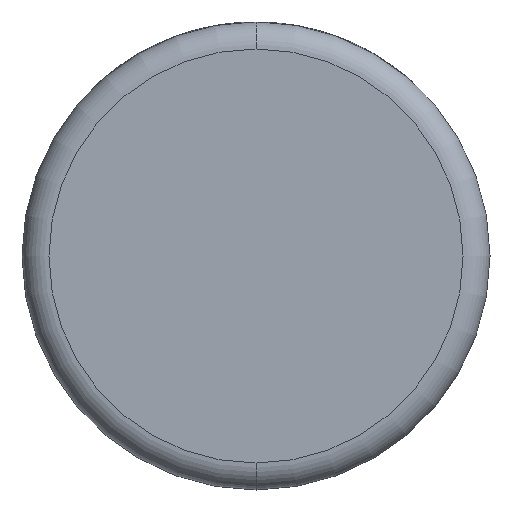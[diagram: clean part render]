
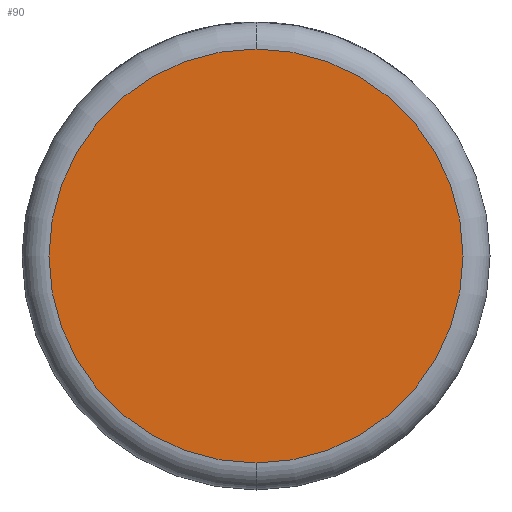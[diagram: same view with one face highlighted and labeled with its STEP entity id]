
A CAD part, front view. The second image highlights one B-rep face of the part: STEP entity #90.
In plain terms, the highlighted planar face has unit normal (0, -1, 0).
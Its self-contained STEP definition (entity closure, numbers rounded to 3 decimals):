
#90=ADVANCED_FACE('',(#210),#211,.F.);
#210=FACE_OUTER_BOUND('',#416,.T.);
#211=PLANE('',#417);
#416=EDGE_LOOP('',(#970,#971));
#417=AXIS2_PLACEMENT_3D('',#972,#973,#974);
#970=ORIENTED_EDGE('',*,*,#1660,.T.);
#971=ORIENTED_EDGE('',*,*,#1617,.T.);
#972=CARTESIAN_POINT('',(0.0,0.0,0.0));
#973=DIRECTION('',(-0.0,1.0,0.0));
#974=DIRECTION('',(1.0,0.0,0.0));
#1617=EDGE_CURVE('',#1943,#1944,#1945,.T.);
#1660=EDGE_CURVE('',#1944,#1943,#2019,.T.);
#1943=VERTEX_POINT('',#2463);
#1944=VERTEX_POINT('',#2464);
#1945=CIRCLE('',#2465,11.502);
#2019=CIRCLE('',#2569,11.502);
#2463=CARTESIAN_POINT('',(0.,0.0,-11.502));
#2464=CARTESIAN_POINT('',(0.0,0.0,11.502));
#2465=AXIS2_PLACEMENT_3D('',#3188,#3189,#3190);
#2569=AXIS2_PLACEMENT_3D('',#3257,#3258,#3259);
#3188=CARTESIAN_POINT('',(0.0,0.0,0.0));
#3189=DIRECTION('',(0.0,-1.0,0.0));
#3190=DIRECTION('',(0.0,0.0,1.0));
#3257=CARTESIAN_POINT('',(0.0,0.0,0.0));
#3258=DIRECTION('',(0.0,-1.0,0.0));
#3259=DIRECTION('',(0.0,0.0,1.0));
